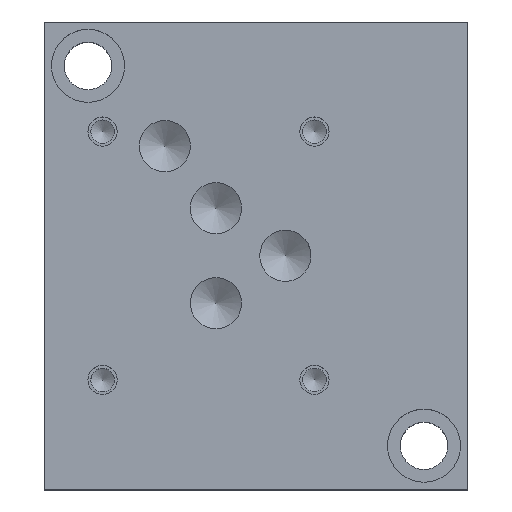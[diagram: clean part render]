
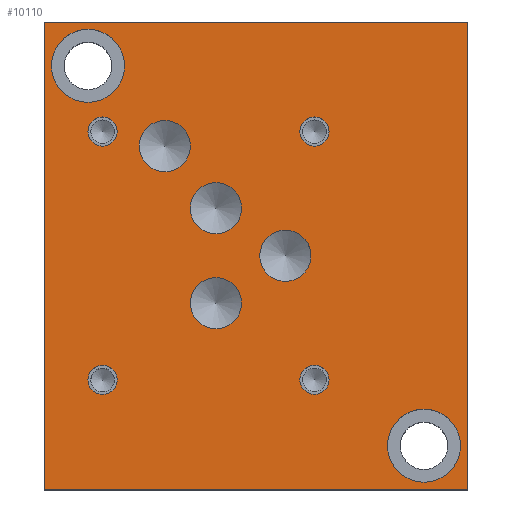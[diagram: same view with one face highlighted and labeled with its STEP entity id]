
A CAD part, top view. The second image highlights one B-rep face of the part: STEP entity #10110.
In plain terms, the highlighted planar face has unit normal (0, 0, 1).
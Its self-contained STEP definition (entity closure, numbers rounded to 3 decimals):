
#125=CIRCLE('',#10503,5.563);
#126=CIRCLE('',#10504,5.563);
#129=CIRCLE('',#10509,5.563);
#130=CIRCLE('',#10510,5.563);
#133=CIRCLE('',#10515,5.563);
#134=CIRCLE('',#10516,5.563);
#137=CIRCLE('',#10521,5.563);
#138=CIRCLE('',#10522,5.563);
#144=CIRCLE('',#10531,3.175);
#145=CIRCLE('',#10532,3.175);
#151=CIRCLE('',#10542,3.175);
#152=CIRCLE('',#10543,3.175);
#158=CIRCLE('',#10553,3.175);
#159=CIRCLE('',#10554,3.175);
#165=CIRCLE('',#10564,3.175);
#166=CIRCLE('',#10565,3.175);
#170=CIRCLE('',#10572,7.938);
#171=CIRCLE('',#10573,7.938);
#175=CIRCLE('',#10580,7.938);
#176=CIRCLE('',#10581,7.938);
#266=FACE_BOUND('',#1680,.T.);
#267=FACE_BOUND('',#1681,.T.);
#268=FACE_BOUND('',#1682,.T.);
#269=FACE_BOUND('',#1683,.T.);
#270=FACE_BOUND('',#1684,.T.);
#271=FACE_BOUND('',#1685,.T.);
#272=FACE_BOUND('',#1686,.T.);
#273=FACE_BOUND('',#1687,.T.);
#274=FACE_BOUND('',#1688,.T.);
#275=FACE_BOUND('',#1689,.T.);
#586=PLANE('',#10623);
#1100=FACE_OUTER_BOUND('',#1679,.T.);
#1679=EDGE_LOOP('',(#8999,#9000,#9001,#9002));
#1680=EDGE_LOOP('',(#9003,#9004));
#1681=EDGE_LOOP('',(#9005,#9006));
#1682=EDGE_LOOP('',(#9007,#9008));
#1683=EDGE_LOOP('',(#9009,#9010));
#1684=EDGE_LOOP('',(#9011,#9012));
#1685=EDGE_LOOP('',(#9013,#9014));
#1686=EDGE_LOOP('',(#9015,#9016));
#1687=EDGE_LOOP('',(#9017,#9018));
#1688=EDGE_LOOP('',(#9019,#9020));
#1689=EDGE_LOOP('',(#9021,#9022));
#1785=LINE('',#12935,#2752);
#2163=LINE('',#15770,#3130);
#2655=LINE('',#17333,#3622);
#2657=LINE('',#17336,#3624);
#2752=VECTOR('',#10797,10.);
#3130=VECTOR('',#11383,10.);
#3622=VECTOR('',#12579,10.);
#3624=VECTOR('',#12583,10.);
#3997=VERTEX_POINT('',#12932);
#3998=VERTEX_POINT('',#12934);
#4415=VERTEX_POINT('',#15769);
#4779=VERTEX_POINT('',#17099);
#4780=VERTEX_POINT('',#17100);
#4784=VERTEX_POINT('',#17112);
#4785=VERTEX_POINT('',#17113);
#4789=VERTEX_POINT('',#17125);
#4790=VERTEX_POINT('',#17126);
#4794=VERTEX_POINT('',#17138);
#4795=VERTEX_POINT('',#17139);
#4802=VERTEX_POINT('',#17158);
#4803=VERTEX_POINT('',#17159);
#4810=VERTEX_POINT('',#17180);
#4811=VERTEX_POINT('',#17181);
#4818=VERTEX_POINT('',#17202);
#4819=VERTEX_POINT('',#17203);
#4826=VERTEX_POINT('',#17224);
#4827=VERTEX_POINT('',#17225);
#4831=VERTEX_POINT('',#17239);
#4832=VERTEX_POINT('',#17240);
#4836=VERTEX_POINT('',#17254);
#4837=VERTEX_POINT('',#17255);
#4862=VERTEX_POINT('',#17332);
#4979=EDGE_CURVE('',#3998,#3997,#1785,.T.);
#5603=EDGE_CURVE('',#4415,#3998,#2163,.T.);
#6140=EDGE_CURVE('',#4779,#4780,#125,.T.);
#6141=EDGE_CURVE('',#4780,#4779,#126,.T.);
#6146=EDGE_CURVE('',#4784,#4785,#129,.T.);
#6147=EDGE_CURVE('',#4785,#4784,#130,.T.);
#6152=EDGE_CURVE('',#4789,#4790,#133,.T.);
#6153=EDGE_CURVE('',#4790,#4789,#134,.T.);
#6158=EDGE_CURVE('',#4794,#4795,#137,.T.);
#6159=EDGE_CURVE('',#4795,#4794,#138,.T.);
#6167=EDGE_CURVE('',#4802,#4803,#144,.T.);
#6168=EDGE_CURVE('',#4803,#4802,#145,.T.);
#6177=EDGE_CURVE('',#4810,#4811,#151,.T.);
#6178=EDGE_CURVE('',#4811,#4810,#152,.T.);
#6187=EDGE_CURVE('',#4818,#4819,#158,.T.);
#6188=EDGE_CURVE('',#4819,#4818,#159,.T.);
#6197=EDGE_CURVE('',#4826,#4827,#165,.T.);
#6198=EDGE_CURVE('',#4827,#4826,#166,.T.);
#6204=EDGE_CURVE('',#4831,#4832,#170,.T.);
#6205=EDGE_CURVE('',#4832,#4831,#171,.T.);
#6211=EDGE_CURVE('',#4836,#4837,#175,.T.);
#6212=EDGE_CURVE('',#4837,#4836,#176,.T.);
#6249=EDGE_CURVE('',#4862,#4415,#2655,.T.);
#6251=EDGE_CURVE('',#3997,#4862,#2657,.T.);
#8999=ORIENTED_EDGE('',*,*,#5603,.T.);
#9000=ORIENTED_EDGE('',*,*,#4979,.T.);
#9001=ORIENTED_EDGE('',*,*,#6251,.T.);
#9002=ORIENTED_EDGE('',*,*,#6249,.T.);
#9003=ORIENTED_EDGE('',*,*,#6140,.T.);
#9004=ORIENTED_EDGE('',*,*,#6141,.T.);
#9005=ORIENTED_EDGE('',*,*,#6146,.T.);
#9006=ORIENTED_EDGE('',*,*,#6147,.T.);
#9007=ORIENTED_EDGE('',*,*,#6152,.T.);
#9008=ORIENTED_EDGE('',*,*,#6153,.T.);
#9009=ORIENTED_EDGE('',*,*,#6158,.T.);
#9010=ORIENTED_EDGE('',*,*,#6159,.T.);
#9011=ORIENTED_EDGE('',*,*,#6167,.T.);
#9012=ORIENTED_EDGE('',*,*,#6168,.T.);
#9013=ORIENTED_EDGE('',*,*,#6177,.T.);
#9014=ORIENTED_EDGE('',*,*,#6178,.T.);
#9015=ORIENTED_EDGE('',*,*,#6187,.T.);
#9016=ORIENTED_EDGE('',*,*,#6188,.T.);
#9017=ORIENTED_EDGE('',*,*,#6197,.T.);
#9018=ORIENTED_EDGE('',*,*,#6198,.T.);
#9019=ORIENTED_EDGE('',*,*,#6204,.T.);
#9020=ORIENTED_EDGE('',*,*,#6205,.T.);
#9021=ORIENTED_EDGE('',*,*,#6211,.T.);
#9022=ORIENTED_EDGE('',*,*,#6212,.T.);
#10110=ADVANCED_FACE('',(#1100,#266,#267,#268,#269,#270,#271,#272,#273,
#274,#275),#586,.T.);
#10503=AXIS2_PLACEMENT_3D('',#17101,#12312,#12313);
#10504=AXIS2_PLACEMENT_3D('',#17102,#12314,#12315);
#10509=AXIS2_PLACEMENT_3D('',#17114,#12326,#12327);
#10510=AXIS2_PLACEMENT_3D('',#17115,#12328,#12329);
#10515=AXIS2_PLACEMENT_3D('',#17127,#12340,#12341);
#10516=AXIS2_PLACEMENT_3D('',#17128,#12342,#12343);
#10521=AXIS2_PLACEMENT_3D('',#17140,#12354,#12355);
#10522=AXIS2_PLACEMENT_3D('',#17141,#12356,#12357);
#10531=AXIS2_PLACEMENT_3D('',#17160,#12376,#12377);
#10532=AXIS2_PLACEMENT_3D('',#17161,#12378,#12379);
#10542=AXIS2_PLACEMENT_3D('',#17182,#12401,#12402);
#10543=AXIS2_PLACEMENT_3D('',#17183,#12403,#12404);
#10553=AXIS2_PLACEMENT_3D('',#17204,#12426,#12427);
#10554=AXIS2_PLACEMENT_3D('',#17205,#12428,#12429);
#10564=AXIS2_PLACEMENT_3D('',#17226,#12451,#12452);
#10565=AXIS2_PLACEMENT_3D('',#17227,#12453,#12454);
#10572=AXIS2_PLACEMENT_3D('',#17241,#12469,#12470);
#10573=AXIS2_PLACEMENT_3D('',#17242,#12471,#12472);
#10580=AXIS2_PLACEMENT_3D('',#17256,#12487,#12488);
#10581=AXIS2_PLACEMENT_3D('',#17257,#12489,#12490);
#10623=AXIS2_PLACEMENT_3D('',#17339,#12588,#12589);
#10797=DIRECTION('',(0.,1.,0.));
#11383=DIRECTION('',(1.,0.,0.));
#12312=DIRECTION('center_axis',(0.,0.,-1.));
#12313=DIRECTION('ref_axis',(1.,0.,0.));
#12314=DIRECTION('center_axis',(0.,0.,-1.));
#12315=DIRECTION('ref_axis',(1.,0.,0.));
#12326=DIRECTION('center_axis',(0.,0.,-1.));
#12327=DIRECTION('ref_axis',(1.,0.,0.));
#12328=DIRECTION('center_axis',(0.,0.,-1.));
#12329=DIRECTION('ref_axis',(1.,0.,0.));
#12340=DIRECTION('center_axis',(0.,0.,-1.));
#12341=DIRECTION('ref_axis',(1.,0.,0.));
#12342=DIRECTION('center_axis',(0.,0.,-1.));
#12343=DIRECTION('ref_axis',(1.,0.,0.));
#12354=DIRECTION('center_axis',(0.,0.,-1.));
#12355=DIRECTION('ref_axis',(1.,0.,0.));
#12356=DIRECTION('center_axis',(0.,0.,-1.));
#12357=DIRECTION('ref_axis',(1.,0.,0.));
#12376=DIRECTION('center_axis',(0.,0.,-1.));
#12377=DIRECTION('ref_axis',(1.,0.,0.));
#12378=DIRECTION('center_axis',(0.,0.,-1.));
#12379=DIRECTION('ref_axis',(1.,0.,0.));
#12401=DIRECTION('center_axis',(0.,0.,-1.));
#12402=DIRECTION('ref_axis',(1.,0.,0.));
#12403=DIRECTION('center_axis',(0.,0.,-1.));
#12404=DIRECTION('ref_axis',(1.,0.,0.));
#12426=DIRECTION('center_axis',(0.,0.,-1.));
#12427=DIRECTION('ref_axis',(1.,0.,0.));
#12428=DIRECTION('center_axis',(0.,0.,-1.));
#12429=DIRECTION('ref_axis',(1.,0.,0.));
#12451=DIRECTION('center_axis',(0.,0.,-1.));
#12452=DIRECTION('ref_axis',(1.,0.,0.));
#12453=DIRECTION('center_axis',(0.,0.,-1.));
#12454=DIRECTION('ref_axis',(1.,0.,0.));
#12469=DIRECTION('center_axis',(0.,0.,-1.));
#12470=DIRECTION('ref_axis',(1.,0.,0.));
#12471=DIRECTION('center_axis',(0.,0.,-1.));
#12472=DIRECTION('ref_axis',(1.,0.,0.));
#12487=DIRECTION('center_axis',(0.,0.,-1.));
#12488=DIRECTION('ref_axis',(1.,0.,0.));
#12489=DIRECTION('center_axis',(0.,0.,-1.));
#12490=DIRECTION('ref_axis',(1.,0.,0.));
#12579=DIRECTION('',(0.,-1.,0.));
#12583=DIRECTION('',(-1.,0.,0.));
#12588=DIRECTION('center_axis',(0.,0.,1.));
#12589=DIRECTION('ref_axis',(1.,0.,0.));
#12932=CARTESIAN_POINT('',(92.075,101.6,63.5));
#12934=CARTESIAN_POINT('',(92.075,0.,63.5));
#12935=CARTESIAN_POINT('',(92.075,0.,63.5));
#15769=CARTESIAN_POINT('',(0.,0.,63.5));
#15770=CARTESIAN_POINT('',(0.,0.,63.5));
#17099=CARTESIAN_POINT('',(42.888,61.117,63.5));
#17100=CARTESIAN_POINT('',(31.763,61.117,63.5));
#17101=CARTESIAN_POINT('Origin',(37.325,61.117,63.5));
#17102=CARTESIAN_POINT('Origin',(37.325,61.117,63.5));
#17112=CARTESIAN_POINT('',(57.988,50.8,63.5));
#17113=CARTESIAN_POINT('',(46.863,50.8,63.5));
#17114=CARTESIAN_POINT('Origin',(52.426,50.8,63.5));
#17115=CARTESIAN_POINT('Origin',(52.426,50.8,63.5));
#17125=CARTESIAN_POINT('',(31.775,74.625,63.5));
#17126=CARTESIAN_POINT('',(20.65,74.625,63.5));
#17127=CARTESIAN_POINT('Origin',(26.213,74.625,63.5));
#17128=CARTESIAN_POINT('Origin',(26.213,74.625,63.5));
#17138=CARTESIAN_POINT('',(42.893,40.483,63.5));
#17139=CARTESIAN_POINT('',(31.768,40.483,63.5));
#17140=CARTESIAN_POINT('Origin',(37.33,40.483,63.5));
#17141=CARTESIAN_POINT('Origin',(37.33,40.483,63.5));
#17158=CARTESIAN_POINT('',(61.925,23.838,63.5));
#17159=CARTESIAN_POINT('',(55.575,23.838,63.5));
#17160=CARTESIAN_POINT('Origin',(58.75,23.838,63.5));
#17161=CARTESIAN_POINT('Origin',(58.75,23.838,63.5));
#17180=CARTESIAN_POINT('',(15.875,77.8,63.5));
#17181=CARTESIAN_POINT('',(9.525,77.8,63.5));
#17182=CARTESIAN_POINT('Origin',(12.7,77.8,63.5));
#17183=CARTESIAN_POINT('Origin',(12.7,77.8,63.5));
#17202=CARTESIAN_POINT('',(61.925,77.8,63.5));
#17203=CARTESIAN_POINT('',(55.575,77.8,63.5));
#17204=CARTESIAN_POINT('Origin',(58.75,77.8,63.5));
#17205=CARTESIAN_POINT('Origin',(58.75,77.8,63.5));
#17224=CARTESIAN_POINT('',(15.875,23.825,63.5));
#17225=CARTESIAN_POINT('',(9.525,23.825,63.5));
#17226=CARTESIAN_POINT('Origin',(12.7,23.825,63.5));
#17227=CARTESIAN_POINT('Origin',(12.7,23.825,63.5));
#17239=CARTESIAN_POINT('',(17.463,92.075,63.5));
#17240=CARTESIAN_POINT('',(1.588,92.075,63.5));
#17241=CARTESIAN_POINT('Origin',(9.525,92.075,63.5));
#17242=CARTESIAN_POINT('Origin',(9.525,92.075,63.5));
#17254=CARTESIAN_POINT('',(90.488,9.525,63.5));
#17255=CARTESIAN_POINT('',(74.613,9.525,63.5));
#17256=CARTESIAN_POINT('Origin',(82.55,9.525,63.5));
#17257=CARTESIAN_POINT('Origin',(82.55,9.525,63.5));
#17332=CARTESIAN_POINT('',(0.,101.6,63.5));
#17333=CARTESIAN_POINT('',(0.,101.6,63.5));
#17336=CARTESIAN_POINT('',(92.075,101.6,63.5));
#17339=CARTESIAN_POINT('Origin',(46.038,50.8,63.5));
